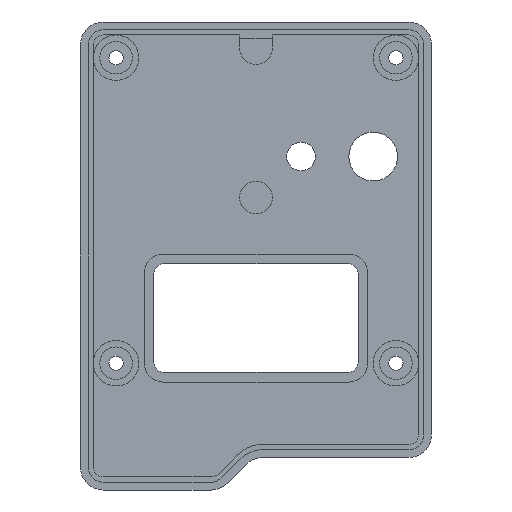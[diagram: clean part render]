
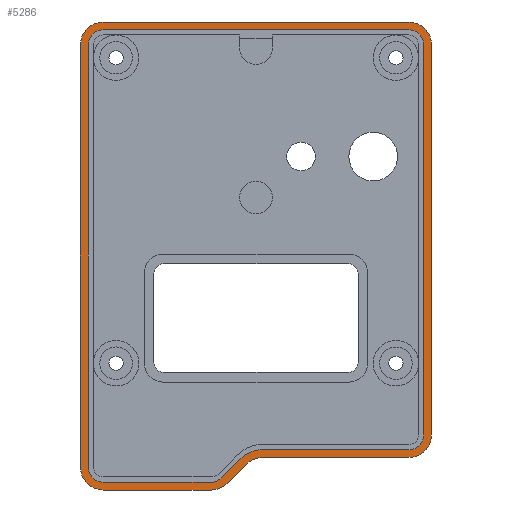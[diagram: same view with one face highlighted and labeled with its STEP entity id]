
A CAD part, front view. The second image highlights one B-rep face of the part: STEP entity #5286.
In plain terms, the highlighted planar face has unit normal (0, -1, 0).
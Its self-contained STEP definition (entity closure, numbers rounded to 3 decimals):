
#1=CARTESIAN_POINT('',(23.5,7.5,25.5));
#2=DIRECTION('',(0.,-1.,0.));
#3=DIRECTION('',(1.,0.,0.));
#4=AXIS2_PLACEMENT_3D('',#1,#2,#3);
#6=DIRECTION('',(0.,0.,-1.));
#7=VECTOR('',#6,60.);
#8=CARTESIAN_POINT('',(27.,7.5,25.5));
#9=LINE('',#8,#7);
#10=CARTESIAN_POINT('',(23.5,7.5,-34.5));
#11=DIRECTION('',(0.,-1.,0.));
#12=DIRECTION('',(0.,0.,-1.));
#13=AXIS2_PLACEMENT_3D('',#10,#11,#12);
#15=DIRECTION('',(-1.,0.,0.));
#16=VECTOR('',#15,22.5);
#17=CARTESIAN_POINT('',(23.5,7.5,-38.));
#18=LINE('',#17,#16);
#19=CARTESIAN_POINT('',(1.,7.5,-41.5));
#20=DIRECTION('',(0.,1.,0.));
#21=DIRECTION('',(-0.707,0.,0.707));
#22=AXIS2_PLACEMENT_3D('',#19,#20,#21);
#24=DIRECTION('',(0.707,0.,0.707));
#25=VECTOR('',#24,4.172);
#26=CARTESIAN_POINT('',(-4.425,7.5,-41.975));
#27=LINE('',#26,#25);
#28=CARTESIAN_POINT('',(-6.899,7.5,-39.5));
#29=DIRECTION('',(0.,1.,0.));
#30=DIRECTION('',(0.707,0.,-0.707));
#31=AXIS2_PLACEMENT_3D('',#28,#29,#30);
#33=DIRECTION('',(-1.,0.,0.));
#34=VECTOR('',#33,16.601);
#35=CARTESIAN_POINT('',(-6.899,7.5,-43.));
#36=LINE('',#35,#34);
#37=CARTESIAN_POINT('',(-23.5,7.5,-39.5));
#38=DIRECTION('',(0.,-1.,0.));
#39=DIRECTION('',(-1.,0.,0.));
#40=AXIS2_PLACEMENT_3D('',#37,#38,#39);
#42=DIRECTION('',(0.,0.,1.));
#43=VECTOR('',#42,65.);
#44=CARTESIAN_POINT('',(-27.,7.5,-39.5));
#45=LINE('',#44,#43);
#46=CARTESIAN_POINT('',(-23.5,7.5,25.5));
#47=DIRECTION('',(0.,-1.,0.));
#48=DIRECTION('',(0.,0.,1.));
#49=AXIS2_PLACEMENT_3D('',#46,#47,#48);
#51=DIRECTION('',(1.,0.,0.));
#52=VECTOR('',#51,47.);
#53=CARTESIAN_POINT('',(-23.5,7.5,29.));
#54=LINE('',#53,#52);
#55=DIRECTION('',(1.,0.,0.));
#56=VECTOR('',#55,22.5);
#57=CARTESIAN_POINT('',(1.,7.5,-36.8));
#58=LINE('',#57,#56);
#59=CARTESIAN_POINT('',(23.5,7.5,-34.5));
#60=DIRECTION('',(0.,-1.,0.));
#61=DIRECTION('',(0.,0.,-1.));
#62=AXIS2_PLACEMENT_3D('',#59,#60,#61);
#64=DIRECTION('',(0.,0.,1.));
#65=VECTOR('',#64,60.);
#66=CARTESIAN_POINT('',(25.8,7.5,-34.5));
#67=LINE('',#66,#65);
#68=CARTESIAN_POINT('',(23.5,7.5,25.5));
#69=DIRECTION('',(0.,-1.,0.));
#70=DIRECTION('',(1.,0.,0.));
#71=AXIS2_PLACEMENT_3D('',#68,#69,#70);
#73=DIRECTION('',(-1.,0.,0.));
#74=VECTOR('',#73,47.);
#75=CARTESIAN_POINT('',(23.5,7.5,27.8));
#76=LINE('',#75,#74);
#77=CARTESIAN_POINT('',(-23.5,7.5,25.5));
#78=DIRECTION('',(0.,-1.,0.));
#79=DIRECTION('',(0.,0.,1.));
#80=AXIS2_PLACEMENT_3D('',#77,#78,#79);
#82=DIRECTION('',(0.,0.,-1.));
#83=VECTOR('',#82,65.);
#84=CARTESIAN_POINT('',(-25.8,7.5,25.5));
#85=LINE('',#84,#83);
#86=CARTESIAN_POINT('',(-23.5,7.5,-39.5));
#87=DIRECTION('',(0.,-1.,0.));
#88=DIRECTION('',(-1.,0.,0.));
#89=AXIS2_PLACEMENT_3D('',#86,#87,#88);
#91=DIRECTION('',(1.,0.,0.));
#92=VECTOR('',#91,16.601);
#93=CARTESIAN_POINT('',(-23.5,7.5,-41.8));
#94=LINE('',#93,#92);
#95=CARTESIAN_POINT('',(-6.899,7.5,-39.5));
#96=DIRECTION('',(0.,-1.,0.));
#97=DIRECTION('',(0.,0.,-1.));
#98=AXIS2_PLACEMENT_3D('',#95,#96,#97);
#100=DIRECTION('',(0.707,0.,0.707));
#101=VECTOR('',#100,4.172);
#102=CARTESIAN_POINT('',(-5.273,7.5,-41.126));
#103=LINE('',#102,#101);
#104=CARTESIAN_POINT('',(1.,7.5,-41.5));
#105=DIRECTION('',(0.,-1.,0.));
#106=DIRECTION('',(0.,0.,1.));
#107=AXIS2_PLACEMENT_3D('',#104,#105,#106);
#4239=CARTESIAN_POINT('',(-4.425,7.5,-41.975));
#4240=CARTESIAN_POINT('',(-6.899,7.5,-43.));
#4241=VERTEX_POINT('',#4239);
#4242=VERTEX_POINT('',#4240);
#4243=CARTESIAN_POINT('',(-1.475,7.5,-39.025));
#4244=VERTEX_POINT('',#4243);
#4245=CARTESIAN_POINT('',(1.,7.5,-38.));
#4246=VERTEX_POINT('',#4245);
#4247=CARTESIAN_POINT('',(27.,7.5,25.5));
#4248=CARTESIAN_POINT('',(23.5,7.5,29.));
#4249=VERTEX_POINT('',#4247);
#4250=VERTEX_POINT('',#4248);
#4251=CARTESIAN_POINT('',(-27.,7.5,-39.5));
#4252=CARTESIAN_POINT('',(-23.5,7.5,-43.));
#4253=VERTEX_POINT('',#4251);
#4254=VERTEX_POINT('',#4252);
#4255=CARTESIAN_POINT('',(-23.5,7.5,29.));
#4256=CARTESIAN_POINT('',(-27.,7.5,25.5));
#4257=VERTEX_POINT('',#4255);
#4258=VERTEX_POINT('',#4256);
#4259=CARTESIAN_POINT('',(23.5,7.5,-38.));
#4260=CARTESIAN_POINT('',(27.,7.5,-34.5));
#4261=VERTEX_POINT('',#4259);
#4262=VERTEX_POINT('',#4260);
#4503=CARTESIAN_POINT('',(1.,7.5,-36.8));
#4504=CARTESIAN_POINT('',(23.5,7.5,-36.8));
#4505=VERTEX_POINT('',#4503);
#4506=VERTEX_POINT('',#4504);
#4507=CARTESIAN_POINT('',(25.8,7.5,-34.5));
#4508=VERTEX_POINT('',#4507);
#4509=CARTESIAN_POINT('',(25.8,7.5,25.5));
#4510=VERTEX_POINT('',#4509);
#4511=CARTESIAN_POINT('',(23.5,7.5,27.8));
#4512=VERTEX_POINT('',#4511);
#4513=CARTESIAN_POINT('',(-23.5,7.5,27.8));
#4514=VERTEX_POINT('',#4513);
#4515=CARTESIAN_POINT('',(-25.8,7.5,25.5));
#4516=VERTEX_POINT('',#4515);
#4517=CARTESIAN_POINT('',(-25.8,7.5,-39.5));
#4518=VERTEX_POINT('',#4517);
#4519=CARTESIAN_POINT('',(-23.5,7.5,-41.8));
#4520=VERTEX_POINT('',#4519);
#4521=CARTESIAN_POINT('',(-6.899,7.5,-41.8));
#4522=VERTEX_POINT('',#4521);
#4523=CARTESIAN_POINT('',(-5.273,7.5,-41.126));
#4524=VERTEX_POINT('',#4523);
#4525=CARTESIAN_POINT('',(-2.323,7.5,-38.177));
#4526=VERTEX_POINT('',#4525);
#5229=CARTESIAN_POINT('',(0.,7.5,0.));
#5230=DIRECTION('',(0.,1.,0.));
#5231=DIRECTION('',(1.,0.,0.));
#5232=AXIS2_PLACEMENT_3D('',#5229,#5230,#5231);
#5233=PLANE('',#5232);
#5235=ORIENTED_EDGE('',*,*,#5234,.F.);
#5237=ORIENTED_EDGE('',*,*,#5236,.T.);
#5239=ORIENTED_EDGE('',*,*,#5238,.F.);
#5241=ORIENTED_EDGE('',*,*,#5240,.T.);
#5243=ORIENTED_EDGE('',*,*,#5242,.F.);
#5245=ORIENTED_EDGE('',*,*,#5244,.F.);
#5247=ORIENTED_EDGE('',*,*,#5246,.T.);
#5249=ORIENTED_EDGE('',*,*,#5248,.T.);
#5251=ORIENTED_EDGE('',*,*,#5250,.F.);
#5253=ORIENTED_EDGE('',*,*,#5252,.T.);
#5255=ORIENTED_EDGE('',*,*,#5254,.F.);
#5257=ORIENTED_EDGE('',*,*,#5256,.T.);
#5258=EDGE_LOOP('',(#5235,#5237,#5239,#5241,#5243,#5245,#5247,#5249,#5251,#5253,
#5255,#5257));
#5259=FACE_OUTER_BOUND('',#5258,.F.);
#5261=ORIENTED_EDGE('',*,*,#5260,.T.);
#5263=ORIENTED_EDGE('',*,*,#5262,.T.);
#5265=ORIENTED_EDGE('',*,*,#5264,.T.);
#5267=ORIENTED_EDGE('',*,*,#5266,.T.);
#5269=ORIENTED_EDGE('',*,*,#5268,.T.);
#5271=ORIENTED_EDGE('',*,*,#5270,.T.);
#5273=ORIENTED_EDGE('',*,*,#5272,.T.);
#5275=ORIENTED_EDGE('',*,*,#5274,.T.);
#5277=ORIENTED_EDGE('',*,*,#5276,.T.);
#5279=ORIENTED_EDGE('',*,*,#5278,.T.);
#5281=ORIENTED_EDGE('',*,*,#5280,.T.);
#5283=ORIENTED_EDGE('',*,*,#5282,.F.);
#5284=EDGE_LOOP('',(#5261,#5263,#5265,#5267,#5269,#5271,#5273,#5275,#5277,#5279,
#5281,#5283));
#5285=FACE_BOUND('',#5284,.F.);
#5286=ADVANCED_FACE('',(#5259,#5285),#5233,.F.);
#5=CIRCLE('',#4,3.5);
#14=CIRCLE('',#13,3.5);
#23=CIRCLE('',#22,3.5);
#32=CIRCLE('',#31,3.5);
#41=CIRCLE('',#40,3.5);
#50=CIRCLE('',#49,3.5);
#63=CIRCLE('',#62,2.3);
#72=CIRCLE('',#71,2.3);
#81=CIRCLE('',#80,2.3);
#90=CIRCLE('',#89,2.3);
#99=CIRCLE('',#98,2.3);
#108=CIRCLE('',#107,4.7);
#5234=EDGE_CURVE('',#4249,#4250,#5,.T.);
#5236=EDGE_CURVE('',#4249,#4262,#9,.T.);
#5238=EDGE_CURVE('',#4261,#4262,#14,.T.);
#5240=EDGE_CURVE('',#4261,#4246,#18,.T.);
#5242=EDGE_CURVE('',#4244,#4246,#23,.T.);
#5244=EDGE_CURVE('',#4241,#4244,#27,.T.);
#5246=EDGE_CURVE('',#4241,#4242,#32,.T.);
#5248=EDGE_CURVE('',#4242,#4254,#36,.T.);
#5250=EDGE_CURVE('',#4253,#4254,#41,.T.);
#5252=EDGE_CURVE('',#4253,#4258,#45,.T.);
#5254=EDGE_CURVE('',#4257,#4258,#50,.T.);
#5256=EDGE_CURVE('',#4257,#4250,#54,.T.);
#5260=EDGE_CURVE('',#4505,#4506,#58,.T.);
#5262=EDGE_CURVE('',#4506,#4508,#63,.T.);
#5264=EDGE_CURVE('',#4508,#4510,#67,.T.);
#5266=EDGE_CURVE('',#4510,#4512,#72,.T.);
#5268=EDGE_CURVE('',#4512,#4514,#76,.T.);
#5270=EDGE_CURVE('',#4514,#4516,#81,.T.);
#5272=EDGE_CURVE('',#4516,#4518,#85,.T.);
#5274=EDGE_CURVE('',#4518,#4520,#90,.T.);
#5276=EDGE_CURVE('',#4520,#4522,#94,.T.);
#5278=EDGE_CURVE('',#4522,#4524,#99,.T.);
#5280=EDGE_CURVE('',#4524,#4526,#103,.T.);
#5282=EDGE_CURVE('',#4505,#4526,#108,.T.);
